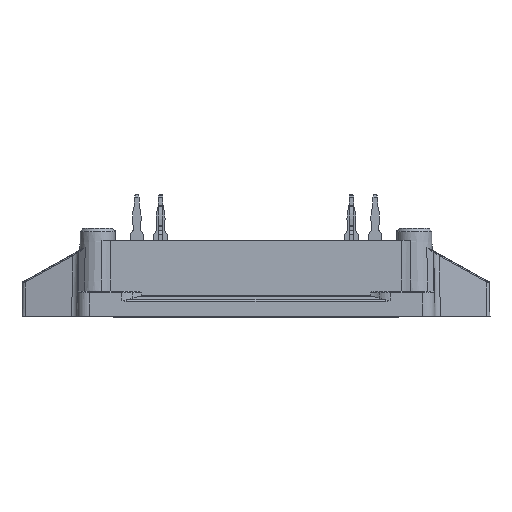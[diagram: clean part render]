
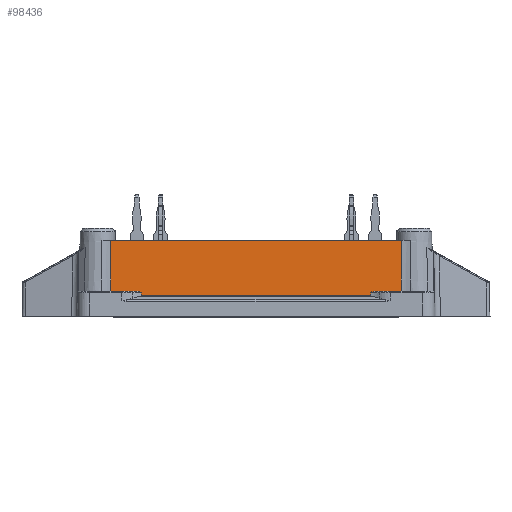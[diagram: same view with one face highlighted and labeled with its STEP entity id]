
A CAD part, front view. The second image highlights one B-rep face of the part: STEP entity #98436.
In plain terms, the highlighted planar face has unit normal (0, -1, 0.018).
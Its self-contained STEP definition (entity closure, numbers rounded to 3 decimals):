
#1785=PLANE('',#103596);
#7332=LINE('',#133791,#14276);
#7772=LINE('',#136406,#14716);
#7773=LINE('',#136422,#14717);
#7774=LINE('',#136433,#14718);
#14276=VECTOR('',#111488,1000.);
#14716=VECTOR('',#112946,1000.);
#14717=VECTOR('',#112947,1000.);
#14718=VECTOR('',#112948,1000.);
#22820=ORIENTED_EDGE('',*,*,#43711,.F.);
#22821=ORIENTED_EDGE('',*,*,#43712,.T.);
#22822=ORIENTED_EDGE('',*,*,#43713,.F.);
#22823=ORIENTED_EDGE('',*,*,#43714,.T.);
#22824=ORIENTED_EDGE('',*,*,#43715,.T.);
#22825=ORIENTED_EDGE('',*,*,#43716,.T.);
#22826=ORIENTED_EDGE('',*,*,#42727,.F.);
#22827=ORIENTED_EDGE('',*,*,#43717,.T.);
#22828=ORIENTED_EDGE('',*,*,#43718,.F.);
#22829=ORIENTED_EDGE('',*,*,#43719,.T.);
#42727=EDGE_CURVE('',#53215,#53216,#7332,.T.);
#43711=EDGE_CURVE('',#54118,#54119,#58830,.T.);
#43712=EDGE_CURVE('',#54118,#54120,#7772,.T.);
#43713=EDGE_CURVE('',#54121,#54120,#58831,.T.);
#43714=EDGE_CURVE('',#54121,#54122,#58832,.T.);
#43715=EDGE_CURVE('',#54122,#54123,#7773,.T.);
#43716=EDGE_CURVE('',#54123,#53216,#58833,.T.);
#43717=EDGE_CURVE('',#53215,#54124,#58834,.T.);
#43718=EDGE_CURVE('',#54125,#54124,#7774,.T.);
#43719=EDGE_CURVE('',#54125,#54119,#58835,.T.);
#53215=VERTEX_POINT('',#133790);
#53216=VERTEX_POINT('',#133792);
#54118=VERTEX_POINT('',#136404);
#54119=VERTEX_POINT('',#136405);
#54120=VERTEX_POINT('',#136407);
#54121=VERTEX_POINT('',#136412);
#54122=VERTEX_POINT('',#136421);
#54123=VERTEX_POINT('',#136423);
#54124=VERTEX_POINT('',#136432);
#54125=VERTEX_POINT('',#136434);
#58830=B_SPLINE_CURVE_WITH_KNOTS('',3,(#136400,#136401,#136402,#136403),
 .UNSPECIFIED.,.F.,.F.,(4,4),(0.001,0.001),
 .UNSPECIFIED.);
#58831=B_SPLINE_CURVE_WITH_KNOTS('',3,(#136408,#136409,#136410,#136411),
 .UNSPECIFIED.,.F.,.F.,(4,4),(0.,0.001),
 .UNSPECIFIED.);
#58832=B_SPLINE_CURVE_WITH_KNOTS('',3,(#136413,#136414,#136415,#136416,
#136417,#136418,#136419,#136420),.UNSPECIFIED.,.F.,.F.,(4,1,1,1,1,4),(0.,
0.,0.,0.,0.001,
0.001),.UNSPECIFIED.);
#58833=B_SPLINE_CURVE_WITH_KNOTS('',3,(#136424,#136425,#136426,#136427),
 .UNSPECIFIED.,.F.,.F.,(4,4),(0.,0.007),.UNSPECIFIED.);
#58834=B_SPLINE_CURVE_WITH_KNOTS('',3,(#136428,#136429,#136430,#136431),
 .UNSPECIFIED.,.F.,.F.,(4,4),(0.,0.007),
 .UNSPECIFIED.);
#58835=B_SPLINE_CURVE_WITH_KNOTS('',3,(#136435,#136436,#136437,#136438,
#136439,#136440,#136441),.UNSPECIFIED.,.F.,.F.,(4,1,1,1,4),(0.,0.,
0.001,0.001,0.001),
 .UNSPECIFIED.);
#59259=EDGE_LOOP('',(#22820,#22821,#22822,#22823,#22824,#22825,#22826,#22827,
#22828,#22829));
#63747=FACE_BOUND('',#59259,.T.);
#98436=ADVANCED_FACE('',(#63747),#1785,.T.);
#103596=AXIS2_PLACEMENT_3D('',#136399,#112944,#112945);
#111488=DIRECTION('',(1.,0.,0.));
#112944=DIRECTION('',(0.,-1.,0.017));
#112945=DIRECTION('',(0.,-0.017,-1.));
#112946=DIRECTION('',(1.,0.,0.));
#112947=DIRECTION('',(1.,0.,0.));
#112948=DIRECTION('',(-1.,0.,0.));
#133790=CARTESIAN_POINT('',(-19.525,-27.653,10.2));
#133791=CARTESIAN_POINT('',(-26.5,-27.653,10.2));
#133792=CARTESIAN_POINT('',(19.525,-27.653,10.2));
#136399=CARTESIAN_POINT('',(-26.5,-27.78,2.9));
#136400=CARTESIAN_POINT('',(-15.378,-27.781,2.822));
#136401=CARTESIAN_POINT('',(-15.379,-27.779,2.949));
#136402=CARTESIAN_POINT('',(-15.379,-27.777,3.076));
#136403=CARTESIAN_POINT('',(-15.379,-27.775,3.203));
#136404=CARTESIAN_POINT('',(-15.378,-27.781,2.822));
#136405=CARTESIAN_POINT('',(-15.379,-27.775,3.203));
#136406=CARTESIAN_POINT('',(-26.5,-27.781,2.822));
#136407=CARTESIAN_POINT('',(15.378,-27.781,2.822));
#136408=CARTESIAN_POINT('',(15.379,-27.775,3.203));
#136409=CARTESIAN_POINT('',(15.379,-27.777,3.076));
#136410=CARTESIAN_POINT('',(15.379,-27.779,2.949));
#136411=CARTESIAN_POINT('',(15.378,-27.781,2.822));
#136412=CARTESIAN_POINT('',(15.379,-27.775,3.203));
#136413=CARTESIAN_POINT('',(15.379,-27.775,3.203));
#136414=CARTESIAN_POINT('',(15.379,-27.774,3.235));
#136415=CARTESIAN_POINT('',(15.441,-27.773,3.274));
#136416=CARTESIAN_POINT('',(15.55,-27.773,3.32));
#136417=CARTESIAN_POINT('',(15.702,-27.772,3.361));
#136418=CARTESIAN_POINT('',(15.882,-27.771,3.392));
#136419=CARTESIAN_POINT('',(16.005,-27.771,3.4));
#136420=CARTESIAN_POINT('',(16.067,-27.771,3.4));
#136421=CARTESIAN_POINT('',(16.067,-27.771,3.4));
#136422=CARTESIAN_POINT('',(-26.5,-27.771,3.4));
#136423=CARTESIAN_POINT('',(19.511,-27.771,3.4));
#136424=CARTESIAN_POINT('',(19.511,-27.771,3.4));
#136425=CARTESIAN_POINT('',(19.516,-27.732,5.667));
#136426=CARTESIAN_POINT('',(19.521,-27.692,7.933));
#136427=CARTESIAN_POINT('',(19.525,-27.653,10.2));
#136428=CARTESIAN_POINT('',(-19.525,-27.653,10.2));
#136429=CARTESIAN_POINT('',(-19.521,-27.692,7.933));
#136430=CARTESIAN_POINT('',(-19.516,-27.732,5.667));
#136431=CARTESIAN_POINT('',(-19.511,-27.771,3.4));
#136432=CARTESIAN_POINT('',(-19.511,-27.771,3.4));
#136433=CARTESIAN_POINT('',(-26.5,-27.771,3.4));
#136434=CARTESIAN_POINT('',(-16.067,-27.771,3.4));
#136435=CARTESIAN_POINT('',(-16.067,-27.771,3.4));
#136436=CARTESIAN_POINT('',(-15.944,-27.771,3.4));
#136437=CARTESIAN_POINT('',(-15.762,-27.772,3.377));
#136438=CARTESIAN_POINT('',(-15.549,-27.773,3.32));
#136439=CARTESIAN_POINT('',(-15.44,-27.773,3.273));
#136440=CARTESIAN_POINT('',(-15.379,-27.774,3.235));
#136441=CARTESIAN_POINT('',(-15.379,-27.775,3.203));
